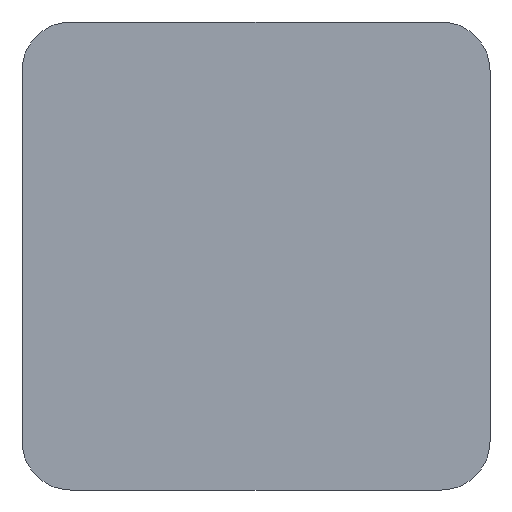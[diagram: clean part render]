
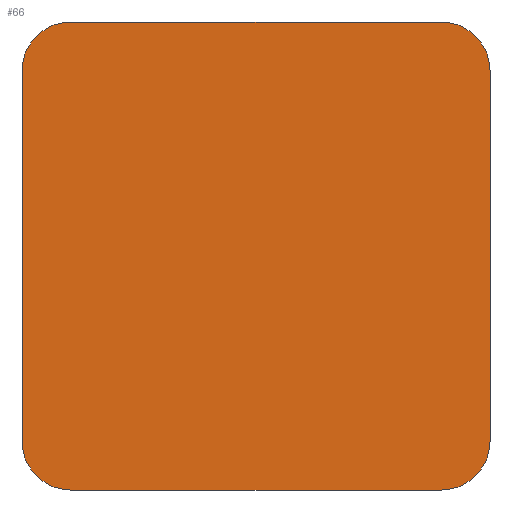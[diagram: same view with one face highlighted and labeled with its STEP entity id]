
A CAD part, front view. The second image highlights one B-rep face of the part: STEP entity #66.
In plain terms, the highlighted planar face has unit normal (0, -1, 0).
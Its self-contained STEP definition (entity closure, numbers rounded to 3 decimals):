
#2 = DIRECTION ( 'NONE',  ( 0., 0., 1. ) ) ;
#5 = VECTOR ( 'NONE', #155, 1000. ) ;
#7 = DIRECTION ( 'NONE',  ( -1., 0., 0. ) ) ;
#13 = EDGE_CURVE ( 'NONE', #183, #21, #231, .T. ) ;
#15 = CARTESIAN_POINT ( 'NONE',  ( -5.485, 0., -9.957 ) ) ;
#19 = CARTESIAN_POINT ( 'NONE',  ( -9.485, 0., -5.957 ) ) ;
#21 = VERTEX_POINT ( 'NONE', #101 ) ;
#22 = CARTESIAN_POINT ( 'NONE',  ( -9.485, 0., -9.957 ) ) ;
#33 = VECTOR ( 'NONE', #2, 1000. ) ;
#35 = DIRECTION ( 'NONE',  ( 0., 0., 1. ) ) ;
#38 = DIRECTION ( 'NONE',  ( 0., -1., 0. ) ) ;
#46 = EDGE_CURVE ( 'NONE', #212, #71, #145, .T. ) ;
#50 = DIRECTION ( 'NONE',  ( 0., 0., 1. ) ) ;
#55 = CARTESIAN_POINT ( 'NONE',  ( 24.915, 0., -5.957 ) ) ;
#58 = CARTESIAN_POINT ( 'NONE',  ( 24.915, 0., 28.443 ) ) ;
#60 = DIRECTION ( 'NONE',  ( 0., -1., 0. ) ) ;
#66 = ADVANCED_FACE ( 'NONE', ( #260 ), #81, .F. ) ;
#69 = DIRECTION ( 'NONE',  ( 0., -1., 0. ) ) ;
#71 = VERTEX_POINT ( 'NONE', #58 ) ;
#77 = CIRCLE ( 'NONE', #311, 4. ) ;
#81 = PLANE ( 'NONE',  #102 ) ;
#83 = DIRECTION ( 'NONE',  ( 0., -1., 0. ) ) ;
#93 = ORIENTED_EDGE ( 'NONE', *, *, #46, .T. ) ;
#94 = CARTESIAN_POINT ( 'NONE',  ( 28.915, 0., -9.957 ) ) ;
#101 = CARTESIAN_POINT ( 'NONE',  ( -9.485, 0., 24.443 ) ) ;
#102 = AXIS2_PLACEMENT_3D ( 'NONE', #175, #117, #50 ) ;
#111 = EDGE_CURVE ( 'NONE', #214, #166, #274, .T. ) ;
#113 = CARTESIAN_POINT ( 'NONE',  ( 28.915, 0., 24.443 ) ) ;
#117 = DIRECTION ( 'NONE',  ( 0., 1., 0. ) ) ;
#125 = CARTESIAN_POINT ( 'NONE',  ( 28.915, 0., -5.957 ) ) ;
#126 = CARTESIAN_POINT ( 'NONE',  ( 24.915, 0., -9.957 ) ) ;
#129 = AXIS2_PLACEMENT_3D ( 'NONE', #150, #69, #191 ) ;
#137 = DIRECTION ( 'NONE',  ( 0., 0., 1. ) ) ;
#142 = DIRECTION ( 'NONE',  ( 0., 0., 1. ) ) ;
#143 = ORIENTED_EDGE ( 'NONE', *, *, #254, .T. ) ;
#145 = CIRCLE ( 'NONE', #188, 4. ) ;
#149 = CARTESIAN_POINT ( 'NONE',  ( -9.485, 0., 28.443 ) ) ;
#150 = CARTESIAN_POINT ( 'NONE',  ( -5.485, 0., -5.957 ) ) ;
#155 = DIRECTION ( 'NONE',  ( 0., 0., -1. ) ) ;
#166 = VERTEX_POINT ( 'NONE', #15 ) ;
#170 = CARTESIAN_POINT ( 'NONE',  ( 24.915, 0., 24.443 ) ) ;
#172 = CARTESIAN_POINT ( 'NONE',  ( -5.485, 0., 28.443 ) ) ;
#174 = AXIS2_PLACEMENT_3D ( 'NONE', #178, #60, #137 ) ;
#175 = CARTESIAN_POINT ( 'NONE',  ( 0., 0., 0. ) ) ;
#178 = CARTESIAN_POINT ( 'NONE',  ( -5.485, 0., 24.443 ) ) ;
#183 = VERTEX_POINT ( 'NONE', #19 ) ;
#186 = CARTESIAN_POINT ( 'NONE',  ( -9.485, 0., -9.957 ) ) ;
#187 = EDGE_CURVE ( 'NONE', #214, #265, #77, .T. ) ;
#188 = AXIS2_PLACEMENT_3D ( 'NONE', #170, #83, #142 ) ;
#191 = DIRECTION ( 'NONE',  ( 0., 0., 1. ) ) ;
#192 = DIRECTION ( 'NONE',  ( 1., 0., 0. ) ) ;
#196 = ORIENTED_EDGE ( 'NONE', *, *, #13, .F. ) ;
#201 = ORIENTED_EDGE ( 'NONE', *, *, #310, .F. ) ;
#212 = VERTEX_POINT ( 'NONE', #113 ) ;
#214 = VERTEX_POINT ( 'NONE', #126 ) ;
#227 = LINE ( 'NONE', #94, #5 ) ;
#229 = ORIENTED_EDGE ( 'NONE', *, *, #244, .T. ) ;
#231 = LINE ( 'NONE', #22, #33 ) ;
#241 = ORIENTED_EDGE ( 'NONE', *, *, #187, .T. ) ;
#243 = CIRCLE ( 'NONE', #174, 4. ) ;
#244 = EDGE_CURVE ( 'NONE', #282, #21, #243, .T. ) ;
#254 = EDGE_CURVE ( 'NONE', #183, #166, #297, .T. ) ;
#259 = EDGE_CURVE ( 'NONE', #282, #71, #305, .T. ) ;
#260 = FACE_OUTER_BOUND ( 'NONE', #316, .T. ) ;
#265 = VERTEX_POINT ( 'NONE', #125 ) ;
#274 = LINE ( 'NONE', #186, #333 ) ;
#282 = VERTEX_POINT ( 'NONE', #172 ) ;
#283 = ORIENTED_EDGE ( 'NONE', *, *, #111, .F. ) ;
#297 = CIRCLE ( 'NONE', #129, 4. ) ;
#305 = LINE ( 'NONE', #149, #322 ) ;
#308 = ORIENTED_EDGE ( 'NONE', *, *, #259, .F. ) ;
#310 = EDGE_CURVE ( 'NONE', #212, #265, #227, .T. ) ;
#311 = AXIS2_PLACEMENT_3D ( 'NONE', #55, #38, #35 ) ;
#316 = EDGE_LOOP ( 'NONE', ( #196, #143, #283, #241, #201, #93, #308, #229 ) ) ;
#322 = VECTOR ( 'NONE', #192, 1000. ) ;
#333 = VECTOR ( 'NONE', #7, 1000. ) ;
